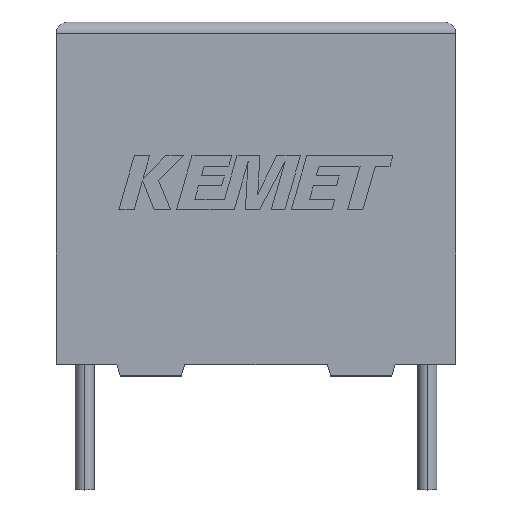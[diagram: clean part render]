
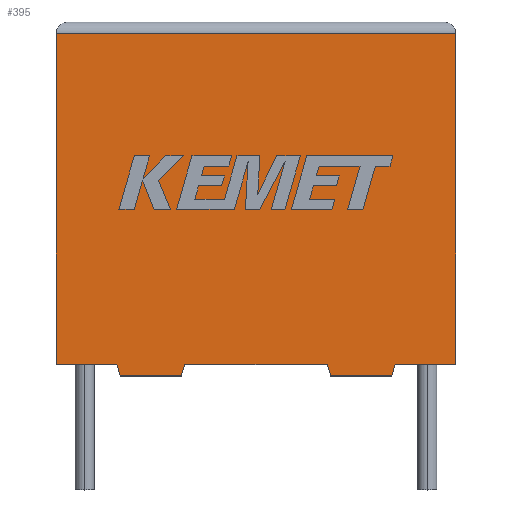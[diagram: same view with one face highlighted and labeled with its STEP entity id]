
A CAD part, top view. The second image highlights one B-rep face of the part: STEP entity #395.
In plain terms, the highlighted planar face has unit normal (0, 0, 1).
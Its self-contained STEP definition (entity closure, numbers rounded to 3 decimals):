
#13 = VECTOR ( 'NONE', #59, 1000. ) ;
#19 = EDGE_CURVE ( 'NONE', #2241, #860, #2296, .T. ) ;
#39 = ORIENTED_EDGE ( 'NONE', *, *, #257, .T. ) ;
#59 = DIRECTION ( 'NONE',  ( 1., 0., 0. ) ) ;
#183 = LINE ( 'NONE', #2716, #687 ) ;
#184 = CARTESIAN_POINT ( 'NONE',  ( 0., 0., 8. ) ) ;
#237 = DIRECTION ( 'NONE',  ( 1., 0., 0. ) ) ;
#257 = EDGE_CURVE ( 'NONE', #1574, #445, #2010, .T. ) ;
#307 = VECTOR ( 'NONE', #1142, 1000. ) ;
#338 = DIRECTION ( 'NONE',  ( 0.287, -0.958, 0. ) ) ;
#395 = ADVANCED_FACE ( 'NONE', ( #2845 ), #601, .F. ) ;
#439 = EDGE_CURVE ( 'NONE', #445, #2933, #2391, .T. ) ;
#445 = VERTEX_POINT ( 'NONE', #2918 ) ;
#529 = VERTEX_POINT ( 'NONE', #2770 ) ;
#536 = CARTESIAN_POINT ( 'NONE',  ( 14.85, 0., 8. ) ) ;
#578 = EDGE_CURVE ( 'NONE', #2933, #2946, #2227, .T. ) ;
#581 = AXIS2_PLACEMENT_3D ( 'NONE', #184, #711, #1190 ) ;
#598 = LINE ( 'NONE', #2596, #1890 ) ;
#601 = PLANE ( 'NONE',  #581 ) ;
#625 = LINE ( 'NONE', #2870, #307 ) ;
#628 = CARTESIAN_POINT ( 'NONE',  ( 17.5, 0., 8. ) ) ;
#680 = CARTESIAN_POINT ( 'NONE',  ( 17.5, 0., 8. ) ) ;
#687 = VECTOR ( 'NONE', #1201, 1000. ) ;
#697 = VECTOR ( 'NONE', #1336, 1000. ) ;
#700 = VERTEX_POINT ( 'NONE', #2583 ) ;
#705 = ORIENTED_EDGE ( 'NONE', *, *, #778, .T. ) ;
#711 = DIRECTION ( 'NONE',  ( 0., 0., -1. ) ) ;
#751 = EDGE_CURVE ( 'NONE', #529, #700, #625, .T. ) ;
#778 = EDGE_CURVE ( 'NONE', #860, #1574, #598, .T. ) ;
#844 = CARTESIAN_POINT ( 'NONE',  ( 17.5, 14.5, 8. ) ) ;
#845 = CARTESIAN_POINT ( 'NONE',  ( 11.873, 0., 8. ) ) ;
#860 = VERTEX_POINT ( 'NONE', #2666 ) ;
#863 = CARTESIAN_POINT ( 'NONE',  ( 5.628, 0., 8. ) ) ;
#892 = VECTOR ( 'NONE', #1225, 1000. ) ;
#907 = VECTOR ( 'NONE', #1262, 1000. ) ;
#914 = ORIENTED_EDGE ( 'NONE', *, *, #1513, .T. ) ;
#918 = ORIENTED_EDGE ( 'NONE', *, *, #751, .F. ) ;
#1023 = EDGE_CURVE ( 'NONE', #2136, #3132, #2261, .T. ) ;
#1040 = ORIENTED_EDGE ( 'NONE', *, *, #1023, .T. ) ;
#1080 = ORIENTED_EDGE ( 'NONE', *, *, #439, .T. ) ;
#1104 = EDGE_LOOP ( 'NONE', ( #2064, #1040, #2155, #2732, #705, #39, #1080, #2808, #1265, #918, #1602, #914 ) ) ;
#1136 = VECTOR ( 'NONE', #2511, 1000. ) ;
#1142 = DIRECTION ( 'NONE',  ( -1., 0., 0. ) ) ;
#1157 = VECTOR ( 'NONE', #237, 1000. ) ;
#1162 = CARTESIAN_POINT ( 'NONE',  ( 2.8, -0.5, 8. ) ) ;
#1190 = DIRECTION ( 'NONE',  ( -1., 0., 0. ) ) ;
#1201 = DIRECTION ( 'NONE',  ( 0., -1., 0. ) ) ;
#1225 = DIRECTION ( 'NONE',  ( 0.287, 0.958, 0. ) ) ;
#1262 = DIRECTION ( 'NONE',  ( -0.287, 0.958, 0. ) ) ;
#1265 = ORIENTED_EDGE ( 'NONE', *, *, #3135, .F. ) ;
#1336 = DIRECTION ( 'NONE',  ( -0.287, -0.958, 0. ) ) ;
#1362 = CARTESIAN_POINT ( 'NONE',  ( 0., 14.5, 8. ) ) ;
#1369 = VECTOR ( 'NONE', #1607, 1000. ) ;
#1389 = LINE ( 'NONE', #680, #3241 ) ;
#1433 = CARTESIAN_POINT ( 'NONE',  ( 0., 0., 8. ) ) ;
#1435 = CARTESIAN_POINT ( 'NONE',  ( 5.478, -0.5, 8. ) ) ;
#1512 = EDGE_CURVE ( 'NONE', #1955, #2136, #1389, .T. ) ;
#1513 = EDGE_CURVE ( 'NONE', #2273, #1955, #1699, .T. ) ;
#1565 = CARTESIAN_POINT ( 'NONE',  ( 2.8, -0.5, 8. ) ) ;
#1574 = VERTEX_POINT ( 'NONE', #1162 ) ;
#1602 = ORIENTED_EDGE ( 'NONE', *, *, #3045, .F. ) ;
#1607 = DIRECTION ( 'NONE',  ( -1., 0., 0. ) ) ;
#1633 = DIRECTION ( 'NONE',  ( 0., 1., 0. ) ) ;
#1699 = LINE ( 'NONE', #1947, #2356 ) ;
#1833 = CARTESIAN_POINT ( 'NONE',  ( 0., 14.5, 8. ) ) ;
#1890 = VECTOR ( 'NONE', #338, 1000. ) ;
#1947 = CARTESIAN_POINT ( 'NONE',  ( 0., 0., 8. ) ) ;
#1955 = VERTEX_POINT ( 'NONE', #628 ) ;
#1986 = CARTESIAN_POINT ( 'NONE',  ( 0., 0., 8. ) ) ;
#2010 = LINE ( 'NONE', #1565, #1136 ) ;
#2064 = ORIENTED_EDGE ( 'NONE', *, *, #1512, .T. ) ;
#2068 = CARTESIAN_POINT ( 'NONE',  ( 0., 0., 8. ) ) ;
#2136 = VERTEX_POINT ( 'NONE', #844 ) ;
#2155 = ORIENTED_EDGE ( 'NONE', *, *, #2374, .T. ) ;
#2227 = LINE ( 'NONE', #1986, #1157 ) ;
#2241 = VERTEX_POINT ( 'NONE', #1433 ) ;
#2261 = LINE ( 'NONE', #1362, #1369 ) ;
#2273 = VERTEX_POINT ( 'NONE', #2948 ) ;
#2296 = LINE ( 'NONE', #2068, #13 ) ;
#2356 = VECTOR ( 'NONE', #3177, 1000. ) ;
#2374 = EDGE_CURVE ( 'NONE', #3132, #2241, #183, .T. ) ;
#2391 = LINE ( 'NONE', #1435, #892 ) ;
#2511 = DIRECTION ( 'NONE',  ( 1., 0., 0. ) ) ;
#2524 = LINE ( 'NONE', #536, #697 ) ;
#2583 = CARTESIAN_POINT ( 'NONE',  ( 12.023, -0.5, 8. ) ) ;
#2591 = CARTESIAN_POINT ( 'NONE',  ( 12.023, -0.5, 8. ) ) ;
#2596 = CARTESIAN_POINT ( 'NONE',  ( 2.65, 0., 8. ) ) ;
#2666 = CARTESIAN_POINT ( 'NONE',  ( 2.65, 0., 8. ) ) ;
#2716 = CARTESIAN_POINT ( 'NONE',  ( 0., 0., 8. ) ) ;
#2732 = ORIENTED_EDGE ( 'NONE', *, *, #19, .T. ) ;
#2770 = CARTESIAN_POINT ( 'NONE',  ( 14.7, -0.5, 8. ) ) ;
#2808 = ORIENTED_EDGE ( 'NONE', *, *, #578, .T. ) ;
#2833 = LINE ( 'NONE', #2591, #907 ) ;
#2845 = FACE_OUTER_BOUND ( 'NONE', #1104, .T. ) ;
#2870 = CARTESIAN_POINT ( 'NONE',  ( 14.7, -0.5, 8. ) ) ;
#2918 = CARTESIAN_POINT ( 'NONE',  ( 5.478, -0.5, 8. ) ) ;
#2933 = VERTEX_POINT ( 'NONE', #863 ) ;
#2946 = VERTEX_POINT ( 'NONE', #845 ) ;
#2948 = CARTESIAN_POINT ( 'NONE',  ( 14.85, 0., 8. ) ) ;
#3045 = EDGE_CURVE ( 'NONE', #2273, #529, #2524, .T. ) ;
#3132 = VERTEX_POINT ( 'NONE', #1833 ) ;
#3135 = EDGE_CURVE ( 'NONE', #700, #2946, #2833, .T. ) ;
#3177 = DIRECTION ( 'NONE',  ( 1., 0., 0. ) ) ;
#3241 = VECTOR ( 'NONE', #1633, 1000. ) ;
